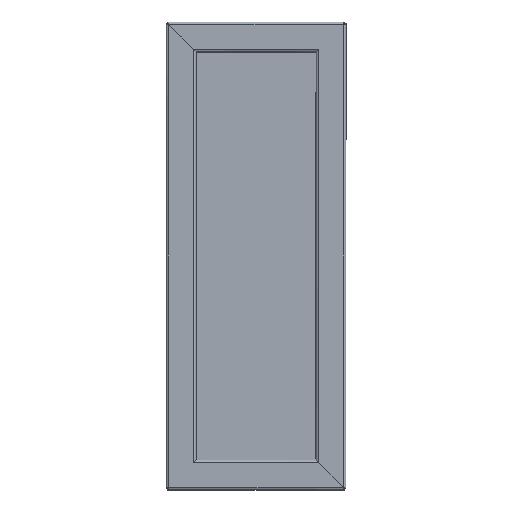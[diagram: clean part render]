
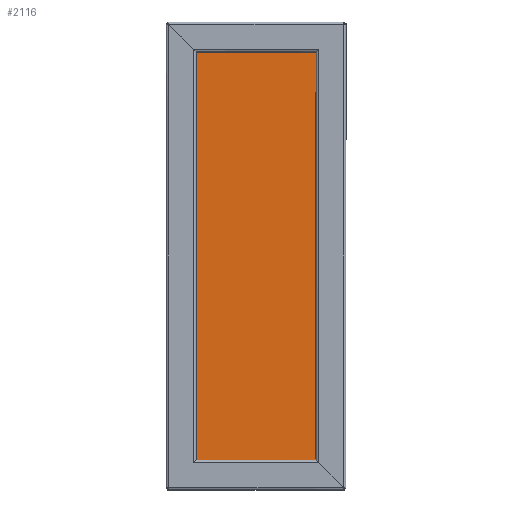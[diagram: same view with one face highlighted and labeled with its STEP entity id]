
A CAD part, front view. The second image highlights one B-rep face of the part: STEP entity #2116.
In plain terms, the highlighted planar face has unit normal (0, -1, 0).
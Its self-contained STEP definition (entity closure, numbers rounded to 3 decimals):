
#2116 = ADVANCED_FACE( '', ( #4563 ), #4564, .T. );
#4563 = FACE_OUTER_BOUND( '', #7706, .T. );
#4564 = PLANE( '', #7707 );
#7706 = EDGE_LOOP( '', ( #13922, #13923, #13924, #13925 ) );
#7707 = AXIS2_PLACEMENT_3D( '', #13926, #13927, #13928 );
#13922 = ORIENTED_EDGE( '', *, *, #22579, .T. );
#13923 = ORIENTED_EDGE( '', *, *, #22580, .T. );
#13924 = ORIENTED_EDGE( '', *, *, #22581, .T. );
#13925 = ORIENTED_EDGE( '', *, *, #22528, .T. );
#13926 = CARTESIAN_POINT( '', ( 0., 0., 0. ) );
#13927 = DIRECTION( '', ( 0., -1., 0. ) );
#13928 = DIRECTION( '', ( 0., 0., -1. ) );
#22528 = EDGE_CURVE( '', #26620, #26621, #26622, .T. );
#22579 = EDGE_CURVE( '', #26621, #26693, #26694, .T. );
#22580 = EDGE_CURVE( '', #26693, #26695, #26696, .T. );
#22581 = EDGE_CURVE( '', #26695, #26620, #26697, .T. );
#26620 = VERTEX_POINT( '', #37456 );
#26621 = VERTEX_POINT( '', #37457 );
#26622 = LINE( '', #37458, #37459 );
#26693 = VERTEX_POINT( '', #37660 );
#26694 = LINE( '', #37661, #37662 );
#26695 = VERTEX_POINT( '', #37663 );
#26696 = LINE( '', #37664, #37665 );
#26697 = LINE( '', #37666, #37667 );
#37456 = CARTESIAN_POINT( '', ( 74.613, 0., 227.013 ) );
#37457 = CARTESIAN_POINT( '', ( -74.613, 0., 227.013 ) );
#37458 = CARTESIAN_POINT( '', ( 74.613, 0., 227.013 ) );
#37459 = VECTOR( '', #42096, 1000. );
#37660 = CARTESIAN_POINT( '', ( -74.613, 0., -227.013 ) );
#37661 = CARTESIAN_POINT( '', ( -74.613, 0., 227.013 ) );
#37662 = VECTOR( '', #42116, 1000. );
#37663 = CARTESIAN_POINT( '', ( 74.613, 0., -227.013 ) );
#37664 = CARTESIAN_POINT( '', ( -74.613, 0., -227.013 ) );
#37665 = VECTOR( '', #42117, 1000. );
#37666 = CARTESIAN_POINT( '', ( 74.613, 0., -227.013 ) );
#37667 = VECTOR( '', #42118, 1000. );
#42096 = DIRECTION( '', ( -1., 0., 0. ) );
#42116 = DIRECTION( '', ( 0., 0., -1. ) );
#42117 = DIRECTION( '', ( 1., 0., 0. ) );
#42118 = DIRECTION( '', ( 0., 0., 1. ) );
